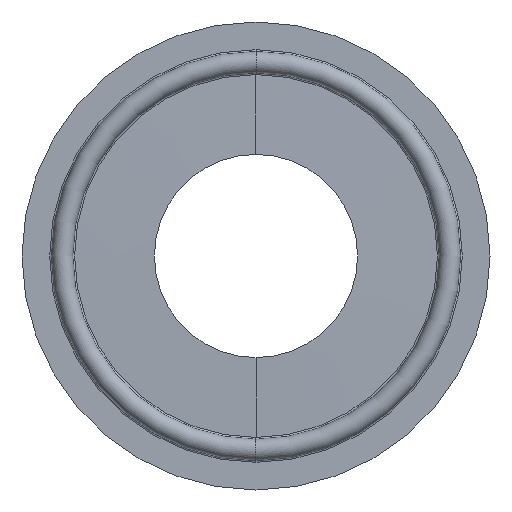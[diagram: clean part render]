
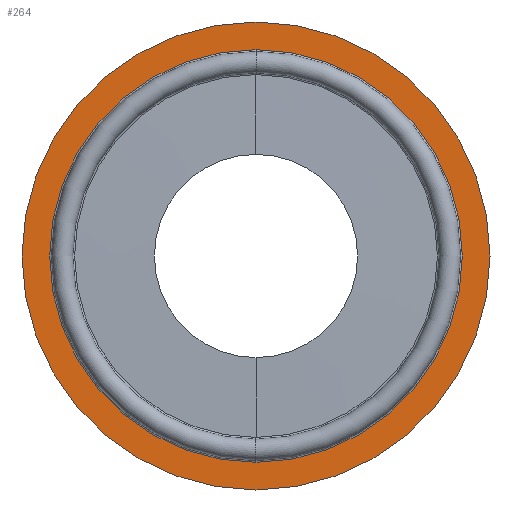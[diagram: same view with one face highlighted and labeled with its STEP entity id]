
A CAD part, left-side view. The second image highlights one B-rep face of the part: STEP entity #264.
In plain terms, the highlighted planar face has unit normal (-1, 0, 0).
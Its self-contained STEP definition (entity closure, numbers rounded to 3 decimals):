
#20 = CARTESIAN_POINT ( 'NONE',  ( -0.9, 23.146, 0. ) ) ;
#32 = EDGE_LOOP ( 'NONE', ( #299, #655 ) ) ;
#37 = CARTESIAN_POINT ( 'NONE',  ( -0.9, 0., 0. ) ) ;
#44 = DIRECTION ( 'NONE',  ( -1., 0., 0. ) ) ;
#70 = EDGE_LOOP ( 'NONE', ( #271, #591 ) ) ;
#98 = FACE_BOUND ( 'NONE', #32, .T. ) ;
#114 = VERTEX_POINT ( 'NONE', #148 ) ;
#133 = AXIS2_PLACEMENT_3D ( 'NONE', #37, #44, #259 ) ;
#148 = CARTESIAN_POINT ( 'NONE',  ( -0.9, 0., -26.25 ) ) ;
#215 = EDGE_CURVE ( 'NONE', #285, #114, #877, .T. ) ;
#257 = DIRECTION ( 'NONE',  ( 0., 0., -1. ) ) ;
#259 = DIRECTION ( 'NONE',  ( 0., 0., 1. ) ) ;
#264 = ADVANCED_FACE ( 'NONE', ( #98, #587 ), #649, .F. ) ;
#271 = ORIENTED_EDGE ( 'NONE', *, *, #215, .T. ) ;
#285 = VERTEX_POINT ( 'NONE', #311 ) ;
#299 = ORIENTED_EDGE ( 'NONE', *, *, #793, .F. ) ;
#300 = AXIS2_PLACEMENT_3D ( 'NONE', #404, #322, #614 ) ;
#311 = CARTESIAN_POINT ( 'NONE',  ( -0.9, 0., 26.25 ) ) ;
#322 = DIRECTION ( 'NONE',  ( -1., 0., 0. ) ) ;
#404 = CARTESIAN_POINT ( 'NONE',  ( -0.9, 0., 0. ) ) ;
#414 = AXIS2_PLACEMENT_3D ( 'NONE', #738, #480, #474 ) ;
#421 = VERTEX_POINT ( 'NONE', #760 ) ;
#445 = CARTESIAN_POINT ( 'NONE',  ( -0.9, 0., 0. ) ) ;
#447 = CIRCLE ( 'NONE', #414, 26.25 ) ;
#457 = AXIS2_PLACEMENT_3D ( 'NONE', #445, #718, #539 ) ;
#463 = CARTESIAN_POINT ( 'NONE',  ( -0.9, 0., -23.146 ) ) ;
#474 = DIRECTION ( 'NONE',  ( 0., 0., 1. ) ) ;
#480 = DIRECTION ( 'NONE',  ( -1., 0., 0. ) ) ;
#539 = DIRECTION ( 'NONE',  ( 0., 0., 1. ) ) ;
#587 = FACE_OUTER_BOUND ( 'NONE', #70, .T. ) ;
#591 = ORIENTED_EDGE ( 'NONE', *, *, #661, .T. ) ;
#604 = DIRECTION ( 'NONE',  ( 1., 0., 0. ) ) ;
#614 = DIRECTION ( 'NONE',  ( 0., 0., 1. ) ) ;
#649 = PLANE ( 'NONE',  #759 ) ;
#655 = ORIENTED_EDGE ( 'NONE', *, *, #708, .F. ) ;
#656 = CIRCLE ( 'NONE', #133, 23.146 ) ;
#661 = EDGE_CURVE ( 'NONE', #114, #285, #447, .T. ) ;
#684 = CIRCLE ( 'NONE', #300, 23.146 ) ;
#708 = EDGE_CURVE ( 'NONE', #794, #421, #656, .T. ) ;
#718 = DIRECTION ( 'NONE',  ( -1., 0., 0. ) ) ;
#738 = CARTESIAN_POINT ( 'NONE',  ( -0.9, 0., 0. ) ) ;
#759 = AXIS2_PLACEMENT_3D ( 'NONE', #20, #604, #257 ) ;
#760 = CARTESIAN_POINT ( 'NONE',  ( -0.9, 0., 23.146 ) ) ;
#793 = EDGE_CURVE ( 'NONE', #421, #794, #684, .T. ) ;
#794 = VERTEX_POINT ( 'NONE', #463 ) ;
#877 = CIRCLE ( 'NONE', #457, 26.25 ) ;
